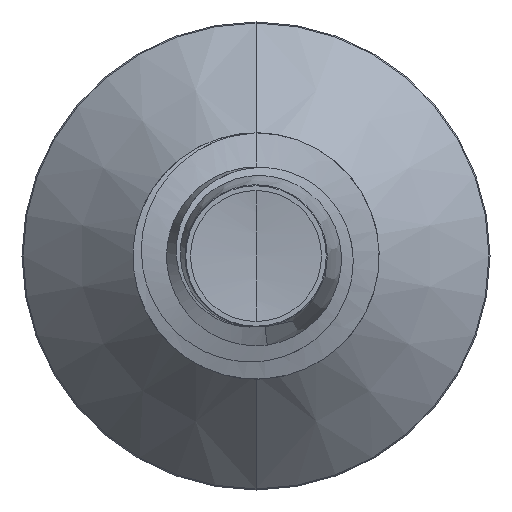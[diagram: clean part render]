
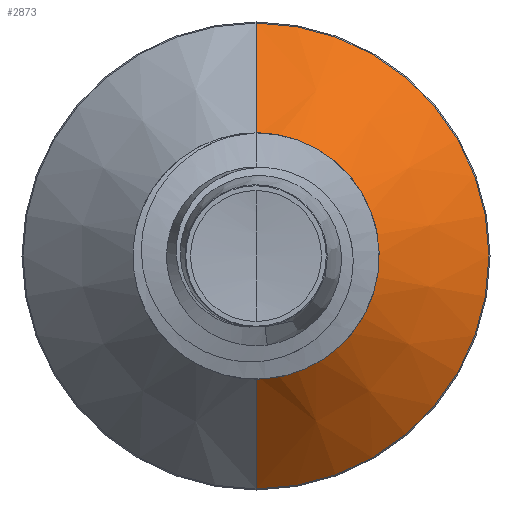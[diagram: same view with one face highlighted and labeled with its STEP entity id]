
A CAD part, front view. The second image highlights one B-rep face of the part: STEP entity #2873.
In plain terms, the highlighted conical face has half-angle 45 degrees and reference radius 0.97 mm.
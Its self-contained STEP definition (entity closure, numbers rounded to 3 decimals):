
#738 = CONICAL_SURFACE ( 'NONE', #5396, 0.97, 0.785 ) ;
#784 = FACE_OUTER_BOUND ( 'NONE', #5919, .T. ) ;
#1000 = AXIS2_PLACEMENT_3D ( 'NONE', #4308, #4268, #4255 ) ;
#1128 = VECTOR ( 'NONE', #3866, 1000. ) ;
#1224 = LINE ( 'NONE', #1856, #1128 ) ;
#1440 = EDGE_CURVE ( 'NONE', #3627, #2604, #1224, .T. ) ;
#1631 = CIRCLE ( 'NONE', #2551, 0.97 ) ;
#1856 = CARTESIAN_POINT ( 'NONE',  ( 0., 1.72, -0.97 ) ) ;
#1891 = VERTEX_POINT ( 'NONE', #5606 ) ;
#1929 = ORIENTED_EDGE ( 'NONE', *, *, #6690, .T. ) ;
#2065 = ORIENTED_EDGE ( 'NONE', *, *, #1440, .T. ) ;
#2151 = ORIENTED_EDGE ( 'NONE', *, *, #6518, .F. ) ;
#2183 = ORIENTED_EDGE ( 'NONE', *, *, #6625, .F. ) ;
#2551 = AXIS2_PLACEMENT_3D ( 'NONE', #3335, #3320, #3313 ) ;
#2604 = VERTEX_POINT ( 'NONE', #4895 ) ;
#2873 = ADVANCED_FACE ( 'NONE', ( #784 ), #738, .T. ) ;
#2881 = DIRECTION ( 'NONE',  ( 0., 1., 0. ) ) ;
#3313 = DIRECTION ( 'NONE',  ( 0., 0., 1. ) ) ;
#3320 = DIRECTION ( 'NONE',  ( 0., 1., 0. ) ) ;
#3335 = CARTESIAN_POINT ( 'NONE',  ( 0., 1.72, 0. ) ) ;
#3627 = VERTEX_POINT ( 'NONE', #5681 ) ;
#3697 = DIRECTION ( 'NONE',  ( 0., 0.707, 0.707 ) ) ;
#3721 = CARTESIAN_POINT ( 'NONE',  ( 0., 1.72, 0.97 ) ) ;
#3866 = DIRECTION ( 'NONE',  ( 0., 0.707, -0.707 ) ) ;
#4255 = DIRECTION ( 'NONE',  ( 0., 0., 1. ) ) ;
#4268 = DIRECTION ( 'NONE',  ( 0., 1., 0. ) ) ;
#4308 = CARTESIAN_POINT ( 'NONE',  ( 0., 2.641, 0. ) ) ;
#4623 = CARTESIAN_POINT ( 'NONE',  ( 0., 1.72, 0. ) ) ;
#4710 = DIRECTION ( 'NONE',  ( 0., 0., 1. ) ) ;
#4895 = CARTESIAN_POINT ( 'NONE',  ( 0., 2.641, -1.891 ) ) ;
#5396 = AXIS2_PLACEMENT_3D ( 'NONE', #4623, #2881, #4710 ) ;
#5606 = CARTESIAN_POINT ( 'NONE',  ( 0., 2.641, 1.891 ) ) ;
#5681 = CARTESIAN_POINT ( 'NONE',  ( 0., 1.72, -0.97 ) ) ;
#5919 = EDGE_LOOP ( 'NONE', ( #1929, #2065, #2151, #2183 ) ) ;
#5932 = CARTESIAN_POINT ( 'NONE',  ( 0., 1.72, 0.97 ) ) ;
#6518 = EDGE_CURVE ( 'NONE', #1891, #2604, #6795, .T. ) ;
#6625 = EDGE_CURVE ( 'NONE', #6968, #1891, #7550, .T. ) ;
#6690 = EDGE_CURVE ( 'NONE', #6968, #3627, #1631, .T. ) ;
#6795 = CIRCLE ( 'NONE', #1000, 1.891 ) ;
#6968 = VERTEX_POINT ( 'NONE', #5932 ) ;
#7388 = VECTOR ( 'NONE', #3697, 1000. ) ;
#7550 = LINE ( 'NONE', #3721, #7388 ) ;
